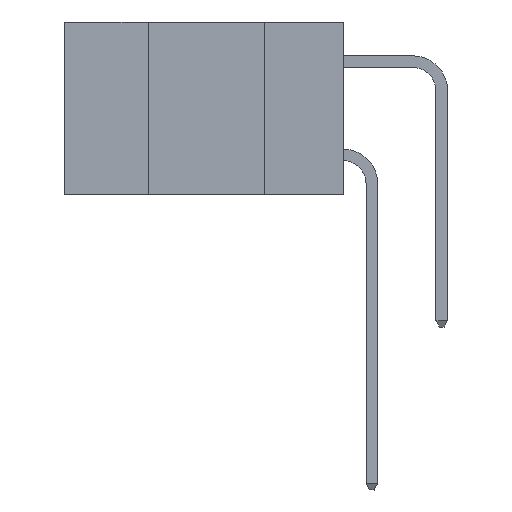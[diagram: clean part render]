
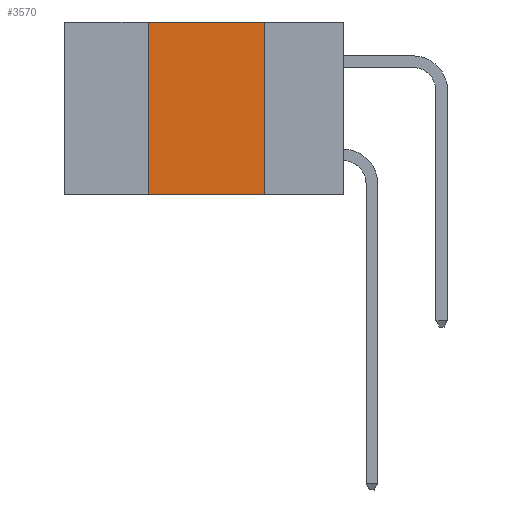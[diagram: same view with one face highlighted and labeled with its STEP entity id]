
A CAD part, left-side view. The second image highlights one B-rep face of the part: STEP entity #3570.
In plain terms, the highlighted planar face has unit normal (-1, 0, 0).
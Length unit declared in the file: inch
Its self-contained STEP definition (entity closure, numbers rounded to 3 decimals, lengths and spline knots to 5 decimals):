
#202 = LINE ( 'NONE', #1106, #8634 ) ;
#279 = EDGE_CURVE ( 'NONE', #561, #4605, #1247, .T. ) ;
#561 = VERTEX_POINT ( 'NONE', #8812 ) ;
#662 = ORIENTED_EDGE ( 'NONE', *, *, #7378, .F. ) ;
#701 = VECTOR ( 'NONE', #8902, 39.37008 ) ;
#1106 = CARTESIAN_POINT ( 'NONE',  ( 0., 0.6, -0.37 ) ) ;
#1247 = LINE ( 'NONE', #3674, #9675 ) ;
#2370 = EDGE_CURVE ( 'NONE', #8554, #4360, #3846, .T. ) ;
#3324 = CARTESIAN_POINT ( 'NONE',  ( 0., 0.17, -0.37 ) ) ;
#3570 = ADVANCED_FACE ( 'NONE', ( #8381 ), #9454, .F. ) ;
#3674 = CARTESIAN_POINT ( 'NONE',  ( 0., 0.42, -0.37 ) ) ;
#3725 = DIRECTION ( 'NONE',  ( 0., 0., -1. ) ) ;
#3802 = DIRECTION ( 'NONE',  ( 0., 0., -1. ) ) ;
#3823 = DIRECTION ( 'NONE',  ( 1., 0., 0. ) ) ;
#3846 = LINE ( 'NONE', #8620, #8939 ) ;
#4200 = EDGE_LOOP ( 'NONE', ( #9108, #662, #9765, #7319 ) ) ;
#4259 = CARTESIAN_POINT ( 'NONE',  ( 0., 0.17, 0. ) ) ;
#4344 = DIRECTION ( 'NONE',  ( 0., -1., 0. ) ) ;
#4360 = VERTEX_POINT ( 'NONE', #3324 ) ;
#4542 = DIRECTION ( 'NONE',  ( 0., 0., 1. ) ) ;
#4605 = VERTEX_POINT ( 'NONE', #6750 ) ;
#4629 = LINE ( 'NONE', #7941, #701 ) ;
#5644 = EDGE_CURVE ( 'NONE', #561, #4360, #202, .T. ) ;
#5715 = AXIS2_PLACEMENT_3D ( 'NONE', #6886, #3823, #3725 ) ;
#6750 = CARTESIAN_POINT ( 'NONE',  ( 0., 0.42, 0. ) ) ;
#6886 = CARTESIAN_POINT ( 'NONE',  ( 0., 0.6, 0. ) ) ;
#7319 = ORIENTED_EDGE ( 'NONE', *, *, #5644, .T. ) ;
#7378 = EDGE_CURVE ( 'NONE', #4605, #8554, #4629, .T. ) ;
#7941 = CARTESIAN_POINT ( 'NONE',  ( 0., 0.6, 0. ) ) ;
#8381 = FACE_OUTER_BOUND ( 'NONE', #4200, .T. ) ;
#8554 = VERTEX_POINT ( 'NONE', #4259 ) ;
#8620 = CARTESIAN_POINT ( 'NONE',  ( 0., 0.17, -0.37 ) ) ;
#8634 = VECTOR ( 'NONE', #4344, 39.37008 ) ;
#8812 = CARTESIAN_POINT ( 'NONE',  ( 0., 0.42, -0.37 ) ) ;
#8902 = DIRECTION ( 'NONE',  ( 0., -1., 0. ) ) ;
#8939 = VECTOR ( 'NONE', #3802, 39.37008 ) ;
#9108 = ORIENTED_EDGE ( 'NONE', *, *, #2370, .F. ) ;
#9454 = PLANE ( 'NONE',  #5715 ) ;
#9675 = VECTOR ( 'NONE', #4542, 39.37008 ) ;
#9765 = ORIENTED_EDGE ( 'NONE', *, *, #279, .F. ) ;
